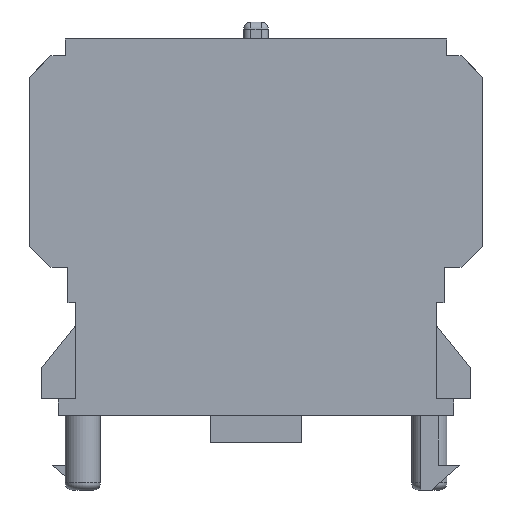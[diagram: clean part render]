
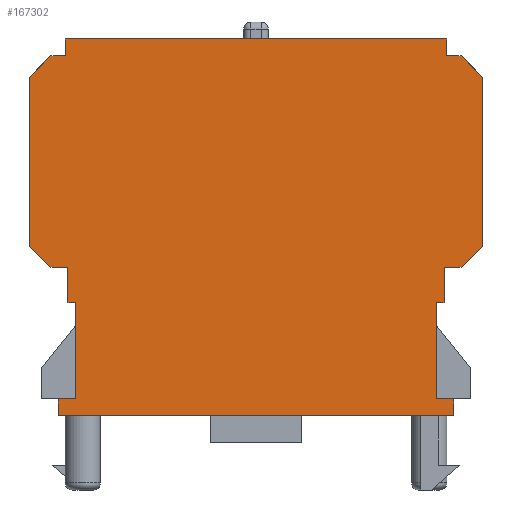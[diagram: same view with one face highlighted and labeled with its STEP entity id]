
A CAD part, left-side view. The second image highlights one B-rep face of the part: STEP entity #167302.
In plain terms, the highlighted planar face has unit normal (-1, 0, 0).
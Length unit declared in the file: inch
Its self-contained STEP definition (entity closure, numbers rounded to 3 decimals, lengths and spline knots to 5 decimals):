
#34336=CARTESIAN_POINT('',(-0.72343,-0.50197,-0.15945));
#34337=VERTEX_POINT('',#34336);
#34344=CARTESIAN_POINT('',(-0.72343,-0.55118,-0.15945));
#34345=VERTEX_POINT('',#34344);
#34346=CARTESIAN_POINT('',(-0.72343,-0.50197,-0.15945));
#34347=DIRECTION('',(0.0,-1.0,0.0));
#34348=VECTOR('',#34347,0.04921);
#34349=LINE('',#34346,#34348);
#34350=EDGE_CURVE('',#34337,#34345,#34349,.T.);
#34880=CARTESIAN_POINT('',(-0.72343,0.55118,-0.15945));
#34881=VERTEX_POINT('',#34880);
#34888=CARTESIAN_POINT('',(-0.72343,0.50197,-0.15945));
#34889=VERTEX_POINT('',#34888);
#34890=CARTESIAN_POINT('',(-0.72343,0.50197,-0.15945));
#34891=DIRECTION('',(0.0,1.0,0.0));
#34892=VECTOR('',#34891,0.04921);
#34893=LINE('',#34890,#34892);
#34894=EDGE_CURVE('',#34889,#34881,#34893,.T.);
#90102=CARTESIAN_POINT('',(-0.72343,-0.5315,0.84252));
#90103=VERTEX_POINT('',#90102);
#90104=CARTESIAN_POINT('',(-0.72343,0.5315,0.84252));
#90105=VERTEX_POINT('',#90104);
#90106=CARTESIAN_POINT('',(-0.72343,-0.5315,0.84252));
#90107=DIRECTION('',(0.0,1.0,0.0));
#90108=VECTOR('',#90107,1.06299);
#90109=LINE('',#90106,#90108);
#90110=EDGE_CURVE('',#90103,#90105,#90109,.T.);
#102651=CARTESIAN_POINT('',(-0.72343,0.5315,0.79528));
#102652=VERTEX_POINT('',#102651);
#102659=CARTESIAN_POINT('',(-0.72343,0.5315,0.84252));
#102660=DIRECTION('',(0.0,0.0,-1.0));
#102661=VECTOR('',#102660,0.04724);
#102662=LINE('',#102659,#102661);
#102663=EDGE_CURVE('',#90105,#102652,#102662,.T.);
#102674=CARTESIAN_POINT('',(-0.72343,-0.5315,0.79528));
#102675=VERTEX_POINT('',#102674);
#102676=CARTESIAN_POINT('',(-0.72343,-0.5315,0.84252));
#102677=DIRECTION('',(0.0,0.0,-1.0));
#102678=VECTOR('',#102677,0.04724);
#102679=LINE('',#102676,#102678);
#102680=EDGE_CURVE('',#90103,#102675,#102679,.T.);
#102857=CARTESIAN_POINT('',(-0.72343,-0.57087,0.79528));
#102858=VERTEX_POINT('',#102857);
#102859=CARTESIAN_POINT('',(-0.72343,-0.57087,0.79528));
#102860=DIRECTION('',(0.0,1.0,0.0));
#102861=VECTOR('',#102860,0.03937);
#102862=LINE('',#102859,#102861);
#102863=EDGE_CURVE('',#102858,#102675,#102862,.T.);
#102920=CARTESIAN_POINT('',(-0.72343,0.57087,0.79528));
#102921=VERTEX_POINT('',#102920);
#102928=CARTESIAN_POINT('',(-0.72343,0.5315,0.79528));
#102929=DIRECTION('',(0.0,1.0,0.0));
#102930=VECTOR('',#102929,0.03937);
#102931=LINE('',#102928,#102930);
#102932=EDGE_CURVE('',#102652,#102921,#102931,.T.);
#144357=CARTESIAN_POINT('',(-0.72343,0.52362,0.20669));
#144358=VERTEX_POINT('',#144357);
#144367=CARTESIAN_POINT('',(-0.72343,0.57087,0.20669));
#144368=VERTEX_POINT('',#144367);
#144369=CARTESIAN_POINT('',(-0.72343,0.57087,0.20669));
#144370=DIRECTION('',(0.0,-1.0,0.0));
#144371=VECTOR('',#144370,0.04724);
#144372=LINE('',#144369,#144371);
#144373=EDGE_CURVE('',#144368,#144358,#144372,.T.);
#144557=CARTESIAN_POINT('',(-0.72343,0.62992,0.73622));
#144558=VERTEX_POINT('',#144557);
#144559=CARTESIAN_POINT('',(-0.72343,0.62992,0.73622));
#144560=DIRECTION('',(0.0,-0.707,0.707));
#144561=VECTOR('',#144560,0.08352);
#144562=LINE('',#144559,#144561);
#144563=EDGE_CURVE('',#144558,#102921,#144562,.T.);
#144653=CARTESIAN_POINT('',(-0.72343,0.62992,0.26575));
#144654=VERTEX_POINT('',#144653);
#144661=CARTESIAN_POINT('',(-0.72343,0.62992,0.26575));
#144662=DIRECTION('',(0.0,0.0,1.0));
#144663=VECTOR('',#144662,0.47047);
#144664=LINE('',#144661,#144663);
#144665=EDGE_CURVE('',#144654,#144558,#144664,.T.);
#144675=CARTESIAN_POINT('',(-0.72343,0.57087,0.20669));
#144676=DIRECTION('',(0.0,0.707,0.707));
#144677=VECTOR('',#144676,0.08352);
#144678=LINE('',#144675,#144677);
#144679=EDGE_CURVE('',#144368,#144654,#144678,.T.);
#145768=CARTESIAN_POINT('',(-0.72343,-0.62992,0.73622));
#145769=VERTEX_POINT('',#145768);
#145770=CARTESIAN_POINT('',(-0.72343,-0.57087,0.79528));
#145771=DIRECTION('',(0.0,-0.707,-0.707));
#145772=VECTOR('',#145771,0.08352);
#145773=LINE('',#145770,#145772);
#145774=EDGE_CURVE('',#102858,#145769,#145773,.T.);
#145864=CARTESIAN_POINT('',(-0.72343,-0.62992,0.26575));
#145865=VERTEX_POINT('',#145864);
#145866=CARTESIAN_POINT('',(-0.72343,-0.62992,0.26575));
#145867=DIRECTION('',(0.0,0.0,1.0));
#145868=VECTOR('',#145867,0.47047);
#145869=LINE('',#145866,#145868);
#145870=EDGE_CURVE('',#145865,#145769,#145869,.T.);
#145912=CARTESIAN_POINT('',(-0.72343,-0.57087,0.20669));
#145913=VERTEX_POINT('',#145912);
#145914=CARTESIAN_POINT('',(-0.72343,-0.62992,0.26575));
#145915=DIRECTION('',(0.,0.707,-0.707));
#145916=VECTOR('',#145915,0.08352);
#145917=LINE('',#145914,#145916);
#145918=EDGE_CURVE('',#145865,#145913,#145917,.T.);
#145934=CARTESIAN_POINT('',(-0.72343,-0.52362,0.20669));
#145935=VERTEX_POINT('',#145934);
#145951=CARTESIAN_POINT('',(-0.72343,-0.52362,0.20669));
#145952=DIRECTION('',(0.0,-1.0,0.0));
#145953=VECTOR('',#145952,0.04724);
#145954=LINE('',#145951,#145953);
#145955=EDGE_CURVE('',#145935,#145913,#145954,.T.);
#159540=CARTESIAN_POINT('',(-0.72343,0.50197,0.10827));
#159541=VERTEX_POINT('',#159540);
#159548=CARTESIAN_POINT('',(-0.72343,0.52362,0.10827));
#159549=VERTEX_POINT('',#159548);
#159550=CARTESIAN_POINT('',(-0.72343,0.50197,0.10827));
#159551=DIRECTION('',(0.0,1.0,0.0));
#159552=VECTOR('',#159551,0.02165);
#159553=LINE('',#159550,#159552);
#159554=EDGE_CURVE('',#159541,#159549,#159553,.T.);
#159647=CARTESIAN_POINT('',(-0.72343,-0.55118,-0.20669));
#159648=VERTEX_POINT('',#159647);
#159655=CARTESIAN_POINT('',(-0.72343,0.55118,-0.20669));
#159656=VERTEX_POINT('',#159655);
#159657=CARTESIAN_POINT('',(-0.72343,0.55118,-0.20669));
#159658=DIRECTION('',(0.0,-1.0,0.0));
#159659=VECTOR('',#159658,1.10236);
#159660=LINE('',#159657,#159659);
#159661=EDGE_CURVE('',#159656,#159648,#159660,.T.);
#162550=CARTESIAN_POINT('',(-0.72343,0.52362,0.10827));
#162551=DIRECTION('',(0.0,0.0,1.0));
#162552=VECTOR('',#162551,0.09843);
#162553=LINE('',#162550,#162552);
#162554=EDGE_CURVE('',#159549,#144358,#162553,.T.);
#162715=CARTESIAN_POINT('',(-0.72343,0.55118,-0.20669));
#162716=DIRECTION('',(0.0,0.0,1.0));
#162717=VECTOR('',#162716,0.04724);
#162718=LINE('',#162715,#162717);
#162719=EDGE_CURVE('',#159656,#34881,#162718,.T.);
#163078=CARTESIAN_POINT('',(-0.72343,-0.52362,0.10827));
#163079=VERTEX_POINT('',#163078);
#163086=CARTESIAN_POINT('',(-0.72343,-0.50197,0.10827));
#163087=VERTEX_POINT('',#163086);
#163088=CARTESIAN_POINT('',(-0.72343,-0.50197,0.10827));
#163089=DIRECTION('',(0.0,-1.0,0.0));
#163090=VECTOR('',#163089,0.02165);
#163091=LINE('',#163088,#163090);
#163092=EDGE_CURVE('',#163087,#163079,#163091,.T.);
#164210=CARTESIAN_POINT('',(-0.72343,-0.55118,-0.20669));
#164211=DIRECTION('',(0.0,0.0,1.0));
#164212=VECTOR('',#164211,0.04724);
#164213=LINE('',#164210,#164212);
#164214=EDGE_CURVE('',#159648,#34345,#164213,.T.);
#164290=CARTESIAN_POINT('',(-0.72343,-0.50197,0.10827));
#164291=DIRECTION('',(0.0,0.0,-1.0));
#164292=VECTOR('',#164291,0.26772);
#164293=LINE('',#164290,#164292);
#164294=EDGE_CURVE('',#163087,#34337,#164293,.T.);
#165606=CARTESIAN_POINT('',(-0.72343,-0.52362,0.10827));
#165607=DIRECTION('',(0.0,0.0,1.0));
#165608=VECTOR('',#165607,0.09843);
#165609=LINE('',#165606,#165608);
#165610=EDGE_CURVE('',#163079,#145935,#165609,.T.);
#167266=CARTESIAN_POINT('',(-0.72343,-0.50197,0.0));
#167267=DIRECTION('',(-1.0,0.0,0.0));
#167268=DIRECTION('',(0.0,0.0,1.0));
#167269=AXIS2_PLACEMENT_3D('',#167266,#167267,#167268);
#167270=PLANE('',#167269);
#167271=ORIENTED_EDGE('',*,*,#162554,.F.);
#167272=ORIENTED_EDGE('',*,*,#159554,.F.);
#167273=CARTESIAN_POINT('',(-0.72343,0.50197,-0.15945));
#167274=DIRECTION('',(0.0,0.0,1.0));
#167275=VECTOR('',#167274,0.26772);
#167276=LINE('',#167273,#167275);
#167277=EDGE_CURVE('',#34889,#159541,#167276,.T.);
#167278=ORIENTED_EDGE('',*,*,#167277,.F.);
#167279=ORIENTED_EDGE('',*,*,#34894,.T.);
#167280=ORIENTED_EDGE('',*,*,#162719,.F.);
#167281=ORIENTED_EDGE('',*,*,#159661,.T.);
#167282=ORIENTED_EDGE('',*,*,#164214,.T.);
#167283=ORIENTED_EDGE('',*,*,#34350,.F.);
#167284=ORIENTED_EDGE('',*,*,#164294,.F.);
#167285=ORIENTED_EDGE('',*,*,#163092,.T.);
#167286=ORIENTED_EDGE('',*,*,#165610,.T.);
#167287=ORIENTED_EDGE('',*,*,#145955,.T.);
#167288=ORIENTED_EDGE('',*,*,#145918,.F.);
#167289=ORIENTED_EDGE('',*,*,#145870,.T.);
#167290=ORIENTED_EDGE('',*,*,#145774,.F.);
#167291=ORIENTED_EDGE('',*,*,#102863,.T.);
#167292=ORIENTED_EDGE('',*,*,#102680,.F.);
#167293=ORIENTED_EDGE('',*,*,#90110,.T.);
#167294=ORIENTED_EDGE('',*,*,#102663,.T.);
#167295=ORIENTED_EDGE('',*,*,#102932,.T.);
#167296=ORIENTED_EDGE('',*,*,#144563,.F.);
#167297=ORIENTED_EDGE('',*,*,#144665,.F.);
#167298=ORIENTED_EDGE('',*,*,#144679,.F.);
#167299=ORIENTED_EDGE('',*,*,#144373,.T.);
#167300=EDGE_LOOP('',(#167271,#167272,#167278,#167279,#167280,#167281,#167282,#167283,#167284,#167285,#167286,#167287,#167288,#167289,#167290,#167291,#167292,#167293,#167294,#167295,#167296,#167297,#167298,#167299));
#167301=FACE_OUTER_BOUND('',#167300,.T.);
#167302=ADVANCED_FACE('',(#167301),#167270,.T.);
